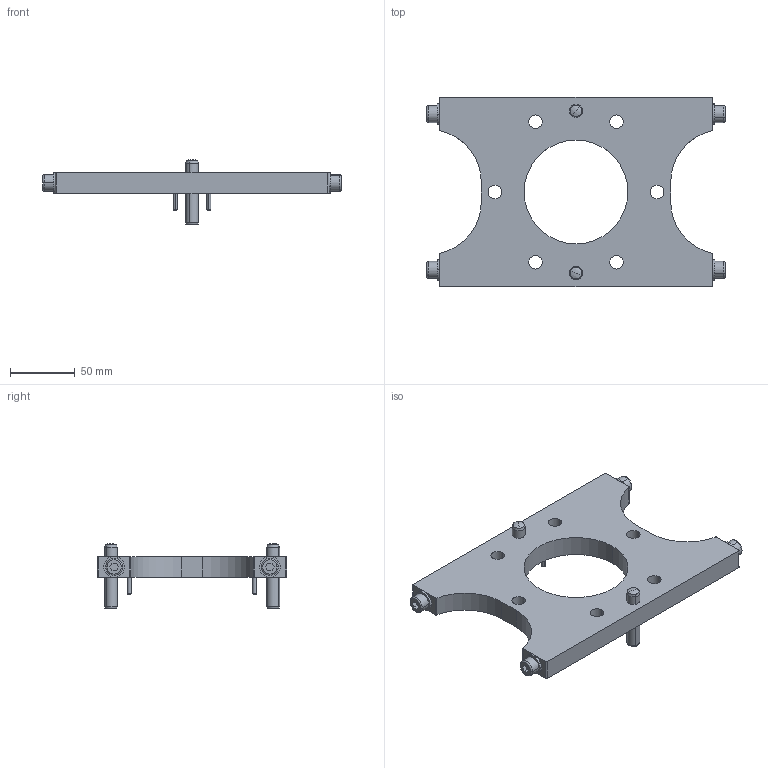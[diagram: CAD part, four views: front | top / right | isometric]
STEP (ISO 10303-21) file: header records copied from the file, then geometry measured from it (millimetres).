
FILE_DESCRIPTION (( 'STEP AP203' ), '1' );
FILE_NAME ('P1805.STEP', '2018-11-30T10:31:20', ( 'rsp' ), ( 'Hewlett-Packard Company' ), 'SwSTEP 2.0', 'SolidWorks 2017', '' );
FILE_SCHEMA (( 'CONFIG_CONTROL_DESIGN' ));
Length unit declared in the file: millimetre
Products named in the file (1): P1805
Bounding box: 230 x 146 x 50 mm (x, y, z)
Volume: 339073.2 mm3; surface area: 71439.3 mm2
Topology: 13 solids, 13 shells, 202 faces, 454 edges, 288 vertices
Faces by surface type: cylinder 82, plane 80, cone 28, torus 8, sphere 4
Entity records: 5739 total; most frequent: DIRECTION 1064, CARTESIAN_POINT 941, ORIENTED_EDGE 900, EDGE_CURVE 450, AXIS2_PLACEMENT_3D 411, VERTEX_POINT 288, LINE 242, EDGE_LOOP 242
